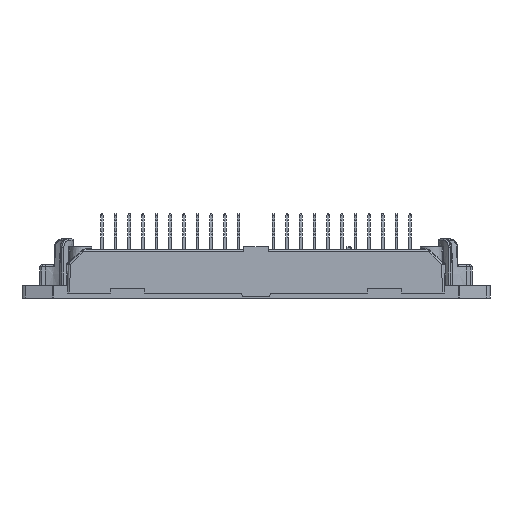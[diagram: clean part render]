
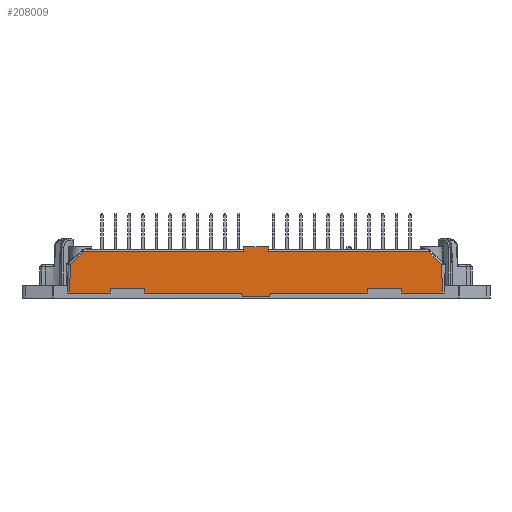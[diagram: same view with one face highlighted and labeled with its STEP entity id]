
A CAD part, front view. The second image highlights one B-rep face of the part: STEP entity #208009.
In plain terms, the highlighted planar face has unit normal (0, -1, 0.026).
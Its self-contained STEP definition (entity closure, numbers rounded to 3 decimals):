
#11221=ORIENTED_EDGE('',*,*,#55058,.F.);
#11222=ORIENTED_EDGE('',*,*,#55059,.T.);
#11223=ORIENTED_EDGE('',*,*,#55060,.F.);
#11224=ORIENTED_EDGE('',*,*,#55061,.T.);
#11225=ORIENTED_EDGE('',*,*,#55062,.T.);
#11226=ORIENTED_EDGE('',*,*,#53416,.F.);
#11227=ORIENTED_EDGE('',*,*,#53414,.T.);
#11228=ORIENTED_EDGE('',*,*,#54796,.F.);
#11229=ORIENTED_EDGE('',*,*,#53409,.T.);
#11230=ORIENTED_EDGE('',*,*,#54917,.T.);
#11231=ORIENTED_EDGE('',*,*,#53407,.T.);
#11232=ORIENTED_EDGE('',*,*,#53405,.T.);
#11233=ORIENTED_EDGE('',*,*,#55063,.T.);
#11234=ORIENTED_EDGE('',*,*,#55064,.F.);
#11235=ORIENTED_EDGE('',*,*,#55065,.T.);
#11236=ORIENTED_EDGE('',*,*,#55066,.T.);
#11237=ORIENTED_EDGE('',*,*,#55067,.T.);
#11238=ORIENTED_EDGE('',*,*,#53437,.F.);
#11239=ORIENTED_EDGE('',*,*,#53441,.T.);
#11240=ORIENTED_EDGE('',*,*,#53446,.F.);
#11241=ORIENTED_EDGE('',*,*,#53447,.F.);
#11242=ORIENTED_EDGE('',*,*,#53451,.T.);
#53405=EDGE_CURVE('',#75365,#75702,#90239,.T.);
#53407=EDGE_CURVE('',#75704,#75365,#90241,.T.);
#53409=EDGE_CURVE('',#75705,#75706,#90242,.F.);
#53414=EDGE_CURVE('',#75368,#75708,#90246,.F.);
#53416=EDGE_CURVE('',#75368,#75710,#90248,.T.);
#53437=EDGE_CURVE('',#75725,#75726,#90265,.F.);
#53441=EDGE_CURVE('',#75725,#75729,#90269,.T.);
#53446=EDGE_CURVE('',#75732,#75729,#90274,.F.);
#53447=EDGE_CURVE('',#75733,#75732,#90275,.T.);
#53451=EDGE_CURVE('',#75733,#75735,#90279,.F.);
#54796=EDGE_CURVE('',#75705,#75708,#90855,.T.);
#54917=EDGE_CURVE('',#75706,#75704,#90906,.T.);
#55058=EDGE_CURVE('',#76913,#75735,#90962,.F.);
#55059=EDGE_CURVE('',#76913,#76914,#90963,.F.);
#55060=EDGE_CURVE('',#76915,#76914,#90964,.F.);
#55061=EDGE_CURVE('',#76915,#76916,#90965,.F.);
#55062=EDGE_CURVE('',#76916,#75710,#90966,.F.);
#55063=EDGE_CURVE('',#75702,#76917,#90967,.F.);
#55064=EDGE_CURVE('',#76918,#76917,#90968,.F.);
#55065=EDGE_CURVE('',#76918,#76919,#90969,.F.);
#55066=EDGE_CURVE('',#76919,#76920,#90970,.F.);
#55067=EDGE_CURVE('',#76920,#75726,#90971,.F.);
#75365=VERTEX_POINT('',#270892);
#75368=VERTEX_POINT('',#270902);
#75702=VERTEX_POINT('',#275093);
#75704=VERTEX_POINT('',#275099);
#75705=VERTEX_POINT('',#275103);
#75706=VERTEX_POINT('',#275104);
#75708=VERTEX_POINT('',#275111);
#75710=VERTEX_POINT('',#275117);
#75725=VERTEX_POINT('',#275182);
#75726=VERTEX_POINT('',#275183);
#75729=VERTEX_POINT('',#275191);
#75732=VERTEX_POINT('',#275199);
#75733=VERTEX_POINT('',#275203);
#75735=VERTEX_POINT('',#275209);
#76913=VERTEX_POINT('',#280401);
#76914=VERTEX_POINT('',#280403);
#76915=VERTEX_POINT('',#280405);
#76916=VERTEX_POINT('',#280407);
#76917=VERTEX_POINT('',#280410);
#76918=VERTEX_POINT('',#280412);
#76919=VERTEX_POINT('',#280414);
#76920=VERTEX_POINT('',#280416);
#90239=LINE('',#275094,#108476);
#90241=LINE('',#275098,#108478);
#90242=LINE('',#275102,#108479);
#90246=LINE('',#275112,#108483);
#90248=LINE('',#275116,#108485);
#90265=LINE('',#275181,#108502);
#90269=LINE('',#275190,#108506);
#90274=LINE('',#275200,#108511);
#90275=LINE('',#275202,#108512);
#90279=LINE('',#275211,#108516);
#90855=LINE('',#279448,#109092);
#90906=LINE('',#279872,#109143);
#90962=LINE('',#280400,#109199);
#90963=LINE('',#280402,#109200);
#90964=LINE('',#280404,#109201);
#90965=LINE('',#280406,#109202);
#90966=LINE('',#280408,#109203);
#90967=LINE('',#280409,#109204);
#90968=LINE('',#280411,#109205);
#90969=LINE('',#280413,#109206);
#90970=LINE('',#280415,#109207);
#90971=LINE('',#280417,#109208);
#108476=VECTOR('',#228622,1000.);
#108478=VECTOR('',#228626,1000.);
#108479=VECTOR('',#228631,1000.);
#108483=VECTOR('',#228639,1000.);
#108485=VECTOR('',#228643,1000.);
#108502=VECTOR('',#228676,1000.);
#108506=VECTOR('',#228682,1000.);
#108511=VECTOR('',#228689,1000.);
#108512=VECTOR('',#228692,1000.);
#108516=VECTOR('',#228698,1000.);
#109092=VECTOR('',#230806,1000.);
#109143=VECTOR('',#230949,1000.);
#109199=VECTOR('',#231133,1000.);
#109200=VECTOR('',#231134,1000.);
#109201=VECTOR('',#231135,1000.);
#109202=VECTOR('',#231136,1000.);
#109203=VECTOR('',#231137,1000.);
#109204=VECTOR('',#231138,1000.);
#109205=VECTOR('',#231139,1000.);
#109206=VECTOR('',#231140,1000.);
#109207=VECTOR('',#231141,1000.);
#109208=VECTOR('',#231142,1000.);
#127143=EDGE_LOOP('',(#11221,#11222,#11223,#11224,#11225,#11226,#11227,
#11228,#11229,#11230,#11231,#11232,#11233,#11234,#11235,#11236,#11237,#11238,
#11239,#11240,#11241,#11242));
#135797=FACE_BOUND('',#127143,.T.);
#143907=PLANE('',#216962);
#208009=ADVANCED_FACE('',(#135797),#143907,.T.);
#216962=AXIS2_PLACEMENT_3D('',#280399,#231131,#231132);
#228622=DIRECTION('',(-0.707,-0.019,-0.707));
#228626=DIRECTION('',(-1.,0.,0.));
#228631=DIRECTION('',(1.,0.,0.));
#228639=DIRECTION('',(1.,0.,0.));
#228643=DIRECTION('',(0.707,-0.019,-0.707));
#228676=DIRECTION('',(1.,0.,0.));
#228682=DIRECTION('',(0.174,-0.026,-0.984));
#228689=DIRECTION('',(1.,0.,0.));
#228692=DIRECTION('',(-0.174,-0.026,-0.984));
#228698=DIRECTION('',(-1.,0.,0.));
#230806=DIRECTION('',(0.017,-0.026,-1.));
#230949=DIRECTION('',(-0.017,-0.026,-1.));
#231131=DIRECTION('',(0.,-1.,0.026));
#231132=DIRECTION('',(0.,-0.026,-1.));
#231133=DIRECTION('',(0.,0.026,1.));
#231134=DIRECTION('',(-1.,0.,0.));
#231135=DIRECTION('',(0.,-0.026,-1.));
#231136=DIRECTION('',(-1.,0.,0.));
#231137=DIRECTION('',(0.026,-0.026,-0.999));
#231138=DIRECTION('',(0.026,0.026,0.999));
#231139=DIRECTION('',(1.,0.,0.));
#231140=DIRECTION('',(0.,-0.026,-1.));
#231141=DIRECTION('',(-1.,0.,0.));
#231142=DIRECTION('',(0.,0.026,1.));
#270892=CARTESIAN_POINT('',(-40.443,-30.719,7.363));
#270902=CARTESIAN_POINT('',(40.443,-30.719,7.363));
#275093=CARTESIAN_POINT('',(-43.474,-30.798,4.332));
#275094=CARTESIAN_POINT('',(-23.298,-30.27,24.508));
#275098=CARTESIAN_POINT('',(0.,-30.719,7.363));
#275099=CARTESIAN_POINT('',(-2.845,-30.719,7.363));
#275102=CARTESIAN_POINT('',(0.,-30.689,8.5));
#275103=CARTESIAN_POINT('',(2.825,-30.689,8.5));
#275104=CARTESIAN_POINT('',(-2.825,-30.689,8.5));
#275111=CARTESIAN_POINT('',(2.845,-30.719,7.363));
#275112=CARTESIAN_POINT('',(0.,-30.719,7.363));
#275116=CARTESIAN_POINT('',(23.298,-30.27,24.508));
#275117=CARTESIAN_POINT('',(43.474,-30.798,4.332));
#275181=CARTESIAN_POINT('',(0.,-30.972,-2.3));
#275182=CARTESIAN_POINT('',(-3.359,-30.972,-2.3));
#275183=CARTESIAN_POINT('',(-26.147,-30.972,-2.3));
#275190=CARTESIAN_POINT('',(-3.861,-30.897,0.546));
#275191=CARTESIAN_POINT('',(-3.218,-30.993,-3.1));
#275199=CARTESIAN_POINT('',(3.218,-30.993,-3.1));
#275200=CARTESIAN_POINT('',(3.5,-30.993,-3.1));
#275202=CARTESIAN_POINT('',(3.861,-30.897,0.546));
#275203=CARTESIAN_POINT('',(3.359,-30.972,-2.3));
#275209=CARTESIAN_POINT('',(26.147,-30.972,-2.3));
#275211=CARTESIAN_POINT('',(0.,-30.972,-2.3));
#279448=CARTESIAN_POINT('',(2.849,-30.725,7.119));
#279872=CARTESIAN_POINT('',(-2.849,-30.725,7.119));
#280399=CARTESIAN_POINT('',(0.,-30.879,1.226));
#280400=CARTESIAN_POINT('',(26.147,-30.879,1.226));
#280401=CARTESIAN_POINT('',(26.147,-30.945,-1.3));
#280402=CARTESIAN_POINT('',(0.,-30.945,-1.3));
#280403=CARTESIAN_POINT('',(34.147,-30.945,-1.3));
#280404=CARTESIAN_POINT('',(34.147,-30.879,1.226));
#280405=CARTESIAN_POINT('',(34.147,-30.972,-2.3));
#280406=CARTESIAN_POINT('',(0.,-30.972,-2.3));
#280407=CARTESIAN_POINT('',(43.647,-30.972,-2.3));
#280408=CARTESIAN_POINT('',(43.525,-30.849,2.365));
#280409=CARTESIAN_POINT('',(-43.525,-30.849,2.365));
#280410=CARTESIAN_POINT('',(-43.647,-30.972,-2.3));
#280411=CARTESIAN_POINT('',(0.,-30.972,-2.3));
#280412=CARTESIAN_POINT('',(-34.147,-30.972,-2.3));
#280413=CARTESIAN_POINT('',(-34.147,-30.879,1.226));
#280414=CARTESIAN_POINT('',(-34.147,-30.945,-1.3));
#280415=CARTESIAN_POINT('',(0.,-30.945,-1.3));
#280416=CARTESIAN_POINT('',(-26.147,-30.945,-1.3));
#280417=CARTESIAN_POINT('',(-26.147,-30.879,1.226));
